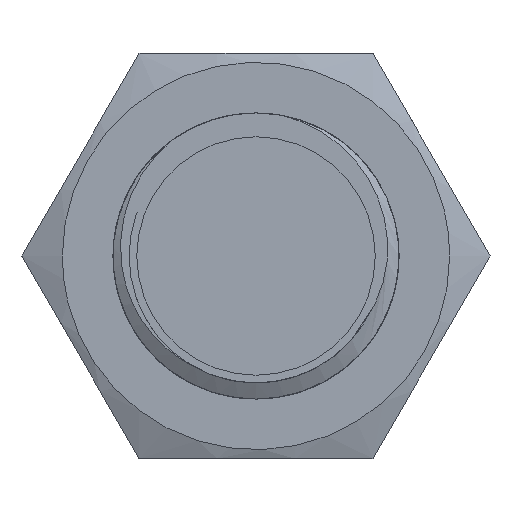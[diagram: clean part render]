
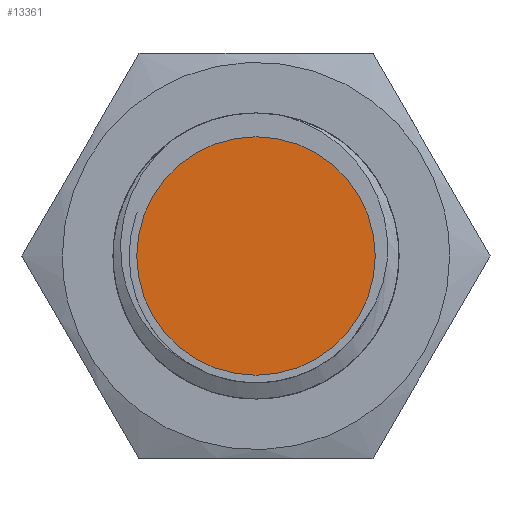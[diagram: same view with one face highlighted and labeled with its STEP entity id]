
A CAD part, left-side view. The second image highlights one B-rep face of the part: STEP entity #13361.
In plain terms, the highlighted planar face has unit normal (-1, 0, 0).
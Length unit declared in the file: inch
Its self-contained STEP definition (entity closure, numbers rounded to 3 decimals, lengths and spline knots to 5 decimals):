
#358 = AXIS2_PLACEMENT_3D ( 'NONE', #11243, #5270, #9691 ) ;
#1019 = ORIENTED_EDGE ( 'NONE', *, *, #18232, .F. ) ;
#4499 = DIRECTION ( 'NONE',  ( 0., 0., -1. ) ) ;
#5270 = DIRECTION ( 'NONE',  ( 1., 0., 0. ) ) ;
#6237 = CARTESIAN_POINT ( 'NONE',  ( 8.70715, 0., -4.0186 ) ) ;
#6295 = AXIS2_PLACEMENT_3D ( 'NONE', #13392, #16510, #11507 ) ;
#6600 = CIRCLE ( 'NONE', #358, 0.19685 ) ;
#7115 = VERTEX_POINT ( 'NONE', #6237 ) ;
#7620 = EDGE_LOOP ( 'NONE', ( #1019, #19641 ) ) ;
#9691 = DIRECTION ( 'NONE',  ( 0., 0., -1. ) ) ;
#10234 = AXIS2_PLACEMENT_3D ( 'NONE', #12066, #16777, #4499 ) ;
#11243 = CARTESIAN_POINT ( 'NONE',  ( 8.70715, 0., -4.21545 ) ) ;
#11507 = DIRECTION ( 'NONE',  ( 0., 0., -1. ) ) ;
#12066 = CARTESIAN_POINT ( 'NONE',  ( 8.70715, 0., -4.21545 ) ) ;
#13237 = FACE_OUTER_BOUND ( 'NONE', #7620, .T. ) ;
#13361 = ADVANCED_FACE ( 'NONE', ( #13237 ), #19409, .F. ) ;
#13392 = CARTESIAN_POINT ( 'NONE',  ( 8.70715, 0., -4.21545 ) ) ;
#13714 = CARTESIAN_POINT ( 'NONE',  ( 8.70715, 0., -4.4123 ) ) ;
#15916 = CIRCLE ( 'NONE', #6295, 0.19685 ) ;
#16487 = VERTEX_POINT ( 'NONE', #13714 ) ;
#16510 = DIRECTION ( 'NONE',  ( 1., 0., 0. ) ) ;
#16640 = EDGE_CURVE ( 'NONE', #7115, #16487, #6600, .T. ) ;
#16777 = DIRECTION ( 'NONE',  ( 1., 0., 0. ) ) ;
#18232 = EDGE_CURVE ( 'NONE', #16487, #7115, #15916, .T. ) ;
#19409 = PLANE ( 'NONE',  #10234 ) ;
#19641 = ORIENTED_EDGE ( 'NONE', *, *, #16640, .F. ) ;
